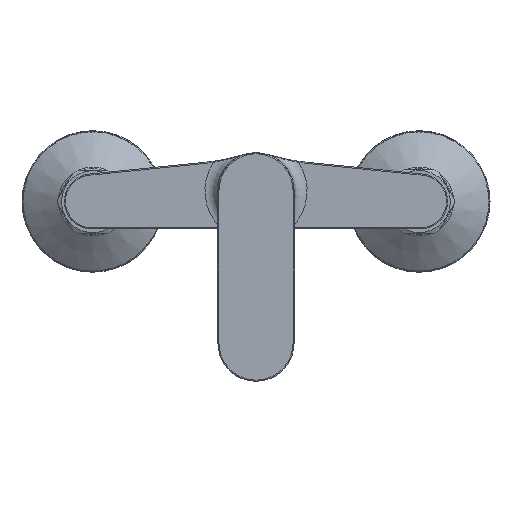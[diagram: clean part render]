
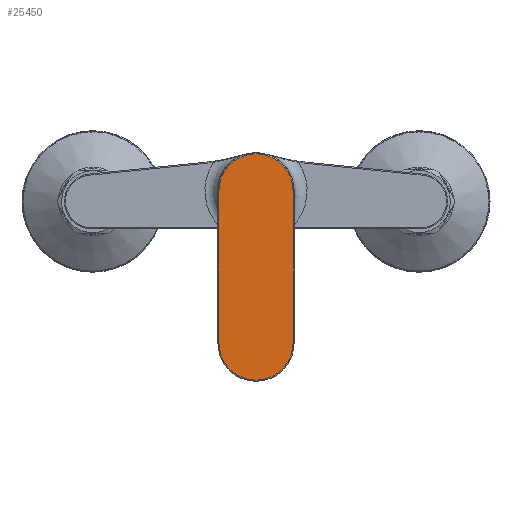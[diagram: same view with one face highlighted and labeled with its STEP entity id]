
A CAD part, front view. The second image highlights one B-rep face of the part: STEP entity #25450.
In plain terms, the highlighted planar face has unit normal (0, -1, 0).
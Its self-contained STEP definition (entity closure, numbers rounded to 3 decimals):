
#25409=CARTESIAN_POINT('',(12.158,-64.442,17.499));
#25410=DIRECTION('',(0.,-1.,0.));
#25411=DIRECTION('',(1.,0.,0.));
#25412=AXIS2_PLACEMENT_3D('',#25409,#25410,#25411);
#25413=PLANE('',#25412);
#25414=CARTESIAN_POINT('',(-4.842,-64.442,-52.501));
#25415=VERTEX_POINT('',#25414);
#25416=CARTESIAN_POINT('',(29.158,-64.442,-52.501));
#25417=VERTEX_POINT('',#25416);
#25418=CARTESIAN_POINT('',(12.158,-64.442,-52.501));
#25419=DIRECTION('',(0.,-1.,-0.));
#25420=DIRECTION('',(0.,0.,1.));
#25421=AXIS2_PLACEMENT_3D('',#25418,#25419,#25420);
#25422=CIRCLE('',#25421,17.);
#25423=EDGE_CURVE('',#25415,#25417,#25422,.T.);
#25424=ORIENTED_EDGE('',*,*,#25423,.T.);
#25425=CARTESIAN_POINT('',(29.158,-64.442,17.499));
#25426=VERTEX_POINT('',#25425);
#25427=CARTESIAN_POINT('',(29.158,-64.442,-52.501));
#25428=DIRECTION('',(0.,0.,1.));
#25429=VECTOR('',#25428,70.);
#25430=LINE('',#25427,#25429);
#25431=EDGE_CURVE('',#25417,#25426,#25430,.T.);
#25432=ORIENTED_EDGE('',*,*,#25431,.T.);
#25433=CARTESIAN_POINT('',(-4.842,-64.442,17.499));
#25434=VERTEX_POINT('',#25433);
#25435=CARTESIAN_POINT('',(12.158,-64.442,17.499));
#25436=DIRECTION('',(0.,-1.,0.));
#25437=DIRECTION('',(0.,0.,-1.));
#25438=AXIS2_PLACEMENT_3D('',#25435,#25436,#25437);
#25439=CIRCLE('',#25438,17.);
#25440=EDGE_CURVE('',#25426,#25434,#25439,.T.);
#25441=ORIENTED_EDGE('',*,*,#25440,.T.);
#25442=CARTESIAN_POINT('',(-4.842,-64.442,17.499));
#25443=DIRECTION('',(-0.,-0.,-1.));
#25444=VECTOR('',#25443,70.);
#25445=LINE('',#25442,#25444);
#25446=EDGE_CURVE('',#25434,#25415,#25445,.T.);
#25447=ORIENTED_EDGE('',*,*,#25446,.T.);
#25448=EDGE_LOOP('',(#25424,#25432,#25441,#25447));
#25449=FACE_BOUND('',#25448,.T.);
#25450=ADVANCED_FACE('',(#25449),#25413,.T.);
